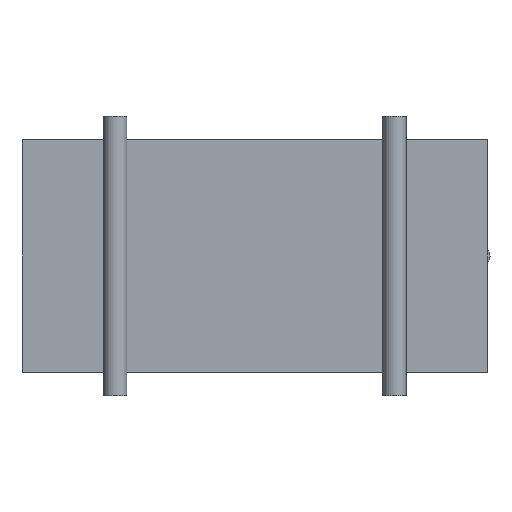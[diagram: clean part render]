
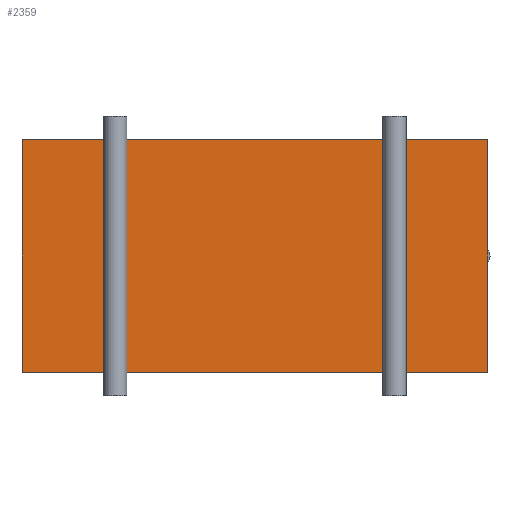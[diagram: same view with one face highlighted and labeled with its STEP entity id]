
A CAD part, front view. The second image highlights one B-rep face of the part: STEP entity #2359.
In plain terms, the highlighted planar face has unit normal (0, -1, 0).
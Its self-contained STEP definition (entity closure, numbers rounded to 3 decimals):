
#2224=CARTESIAN_POINT('POINT70',(1079.5,-76.2,-1587.5));
#2225=VERTEX_POINT('VERTEX70',#2224);
#2234=CARTESIAN_POINT('POINT72',(-1460.5,-76.2,-1587.5));
#2235=VERTEX_POINT('VERTEX72',#2234);
#2236=CARTESIAN_POINT('POS113',(-190.5,-76.2,-1587.5));
#2237=DIRECTION('DIR181',(1.,0.,0.));
#2238=VECTOR('VEC45',#2237,1.);
#2239=LINE('STRAIGHT45',#2236,#2238);
#2240=EDGE_CURVE('EDGE106',#2235,#2225,#2239,.T.);
#2264=CARTESIAN_POINT('POINT74',(-1460.5,-76.2,-317.5));
#2265=VERTEX_POINT('VERTEX74',#2264);
#2266=CARTESIAN_POINT('POS117',(-1460.5,-76.2,-1587.5));
#2267=DIRECTION('DIR186',(0.,0.,-1.));
#2268=VECTOR('VEC48',#2267,1.);
#2269=LINE('STRAIGHT48',#2266,#2268);
#2270=EDGE_CURVE('EDGE109',#2235,#2265,#2269,.F.);
#2321=CARTESIAN_POINT('POINT77',(1079.5,-76.2,-317.5));
#2322=VERTEX_POINT('VERTEX77',#2321);
#2329=CARTESIAN_POINT('POS125',(1079.5,-76.2,-1587.5));
#2330=DIRECTION('DIR196',(0.,0.,1.));
#2331=VECTOR('VEC54',#2330,1.);
#2332=LINE('STRAIGHT54',#2329,#2331);
#2333=EDGE_CURVE('EDGE115',#2225,#2322,#2332,.T.);
#2343=ORIENTED_EDGE('COEDGE225',*,*,#2333,.T.);
#2344=CARTESIAN_POINT('POS127',(-190.5,-76.2,-317.5));
#2345=DIRECTION('DIR199',(1.,0.,0.));
#2346=VECTOR('VEC55',#2345,1.);
#2347=LINE('STRAIGHT55',#2344,#2346);
#2348=EDGE_CURVE('EDGE116',#2322,#2265,#2347,.F.);
#2349=ORIENTED_EDGE('COEDGE226',*,*,#2348,.T.);
#2350=ORIENTED_EDGE('COEDGE227',*,*,#2270,.F.);
#2351=ORIENTED_EDGE('COEDGE228',*,*,#2240,.T.);
#2352=EDGE_LOOP('NONE',(#2343,#2349,#2350,#2351));
#2353=FACE_BOUND('LOOP1',#2352,.T.);
#2354=CARTESIAN_POINT('POS128',(-190.5,-76.2,-1587.5));
#2355=DIRECTION('DIR200',(0.,-1.,0.));
#2356=DIRECTION('DIR201',(1.,0.,0.));
#2357=AXIS2_PLACEMENT_3D('AXIS73',#2354,#2355,#2356);
#2358=PLANE('PLANE33',#2357);
#2359=ADVANCED_FACE('FACE61',(#2353),#2358,.T.);
